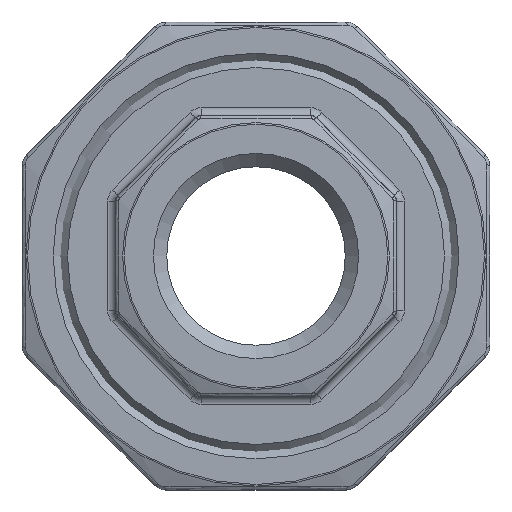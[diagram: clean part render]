
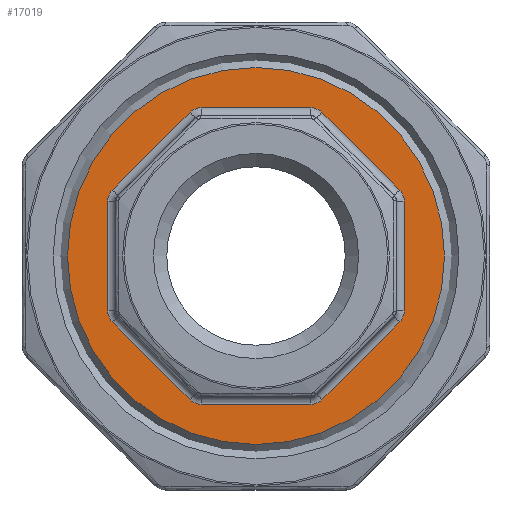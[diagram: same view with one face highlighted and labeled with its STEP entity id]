
A CAD part, left-side view. The second image highlights one B-rep face of the part: STEP entity #17019.
In plain terms, the highlighted planar face has unit normal (-1, 0, 0).
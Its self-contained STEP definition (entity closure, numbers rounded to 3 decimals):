
#10 = VERTEX_POINT ( 'NONE', #4587 ) ;
#254 = CARTESIAN_POINT ( 'NONE',  ( -8., 3.521, 8.5 ) ) ;
#371 = CIRCLE ( 'NONE', #15879, 1. ) ;
#472 = CARTESIAN_POINT ( 'NONE',  ( -8., -8.5, -3.521 ) ) ;
#899 = VERTEX_POINT ( 'NONE', #5436 ) ;
#920 = CARTESIAN_POINT ( 'NONE',  ( -8., 12.08, 9.5 ) ) ;
#989 = ORIENTED_EDGE ( 'NONE', *, *, #4541, .T. ) ;
#1115 = EDGE_CURVE ( 'NONE', #3084, #899, #10580, .T. ) ;
#1223 = EDGE_CURVE ( 'NONE', #3492, #11627, #14048, .T. ) ;
#1357 = VERTEX_POINT ( 'NONE', #10282 ) ;
#1462 = EDGE_CURVE ( 'NONE', #10, #1357, #12629, .T. ) ;
#1562 = ORIENTED_EDGE ( 'NONE', *, *, #17977, .T. ) ;
#1727 = DIRECTION ( 'NONE',  ( 1., 0., 0. ) ) ;
#1758 = VERTEX_POINT ( 'NONE', #11962 ) ;
#1800 = DIRECTION ( 'NONE',  ( 0., -1., 0. ) ) ;
#1859 = VERTEX_POINT ( 'NONE', #13191 ) ;
#1888 = CARTESIAN_POINT ( 'NONE',  ( -8., -3.521, -8.5 ) ) ;
#1975 = CARTESIAN_POINT ( 'NONE',  ( -8., -4.228, 9.207 ) ) ;
#2003 = CARTESIAN_POINT ( 'NONE',  ( -8., 4.228, 9.207 ) ) ;
#2183 = EDGE_LOOP ( 'NONE', ( #12486, #17305, #2816, #4552, #1562, #8800, #5773, #11827, #12733, #989, #14501, #8278, #8526, #15927, #11579, #5962 ) ) ;
#2289 = CARTESIAN_POINT ( 'NONE',  ( -8., -0.678, 12.758 ) ) ;
#2383 = CIRCLE ( 'NONE', #11181, 1. ) ;
#2433 = EDGE_CURVE ( 'NONE', #4237, #4237, #17572, .T. ) ;
#2647 = DIRECTION ( 'NONE',  ( 0., 0.707, -0.707 ) ) ;
#2768 = FACE_OUTER_BOUND ( 'NONE', #17983, .T. ) ;
#2802 = CIRCLE ( 'NONE', #11310, 1. ) ;
#2816 = ORIENTED_EDGE ( 'NONE', *, *, #1223, .T. ) ;
#2885 = VECTOR ( 'NONE', #9449, 1000. ) ;
#3084 = VERTEX_POINT ( 'NONE', #6896 ) ;
#3132 = FACE_BOUND ( 'NONE', #2183, .T. ) ;
#3208 = CARTESIAN_POINT ( 'NONE',  ( -8., 0., 0. ) ) ;
#3220 = CARTESIAN_POINT ( 'NONE',  ( -8., -3.521, 8.5 ) ) ;
#3492 = VERTEX_POINT ( 'NONE', #18288 ) ;
#3511 = VERTEX_POINT ( 'NONE', #17044 ) ;
#3526 = EDGE_CURVE ( 'NONE', #10812, #15500, #15731, .T. ) ;
#3770 = CARTESIAN_POINT ( 'NONE',  ( -8., -9.5, 0. ) ) ;
#3793 = CIRCLE ( 'NONE', #5299, 1. ) ;
#4231 = EDGE_CURVE ( 'NONE', #899, #1758, #4817, .T. ) ;
#4237 = VERTEX_POINT ( 'NONE', #15888 ) ;
#4302 = EDGE_CURVE ( 'NONE', #3511, #3084, #15464, .T. ) ;
#4530 = CARTESIAN_POINT ( 'NONE',  ( -8., -3.521, 9.5 ) ) ;
#4541 = EDGE_CURVE ( 'NONE', #14031, #10812, #371, .T. ) ;
#4552 = ORIENTED_EDGE ( 'NONE', *, *, #7097, .T. ) ;
#4572 = CARTESIAN_POINT ( 'NONE',  ( -8., 12.08, -9.5 ) ) ;
#4587 = CARTESIAN_POINT ( 'NONE',  ( -8., -9.207, 4.228 ) ) ;
#4792 = DIRECTION ( 'NONE',  ( 1., 0., 0. ) ) ;
#4817 = CIRCLE ( 'NONE', #16092, 1. ) ;
#5007 = DIRECTION ( 'NONE',  ( 0., 0., -1. ) ) ;
#5123 = CARTESIAN_POINT ( 'NONE',  ( -8., -8.5, 3.521 ) ) ;
#5145 = CARTESIAN_POINT ( 'NONE',  ( -8., 8.5, 3.521 ) ) ;
#5299 = AXIS2_PLACEMENT_3D ( 'NONE', #5145, #9542, #14153 ) ;
#5436 = CARTESIAN_POINT ( 'NONE',  ( -8., 9.207, -4.228 ) ) ;
#5648 = VECTOR ( 'NONE', #2647, 1000. ) ;
#5732 = EDGE_CURVE ( 'NONE', #16724, #10382, #2383, .T. ) ;
#5773 = ORIENTED_EDGE ( 'NONE', *, *, #18427, .T. ) ;
#5881 = CARTESIAN_POINT ( 'NONE',  ( -8., -9.5, -3.521 ) ) ;
#5894 = DIRECTION ( 'NONE',  ( -1., 0., 0. ) ) ;
#5962 = ORIENTED_EDGE ( 'NONE', *, *, #4231, .T. ) ;
#5980 = CARTESIAN_POINT ( 'NONE',  ( -8., 12.08, 0. ) ) ;
#5993 = DIRECTION ( 'NONE',  ( 1., 0., 0. ) ) ;
#6153 = VECTOR ( 'NONE', #10366, 1000. ) ;
#6273 = DIRECTION ( 'NONE',  ( 0., 0.707, 0.707 ) ) ;
#6483 = DIRECTION ( 'NONE',  ( 0., -1., 0. ) ) ;
#6644 = EDGE_CURVE ( 'NONE', #7847, #3492, #3793, .T. ) ;
#6652 = DIRECTION ( 'NONE',  ( 0., -1., 0. ) ) ;
#6834 = AXIS2_PLACEMENT_3D ( 'NONE', #254, #5993, #11830 ) ;
#6896 = CARTESIAN_POINT ( 'NONE',  ( -8., 4.228, -9.207 ) ) ;
#6919 = LINE ( 'NONE', #2289, #7371 ) ;
#7097 = EDGE_CURVE ( 'NONE', #11627, #1859, #14178, .T. ) ;
#7371 = VECTOR ( 'NONE', #8251, 1000. ) ;
#7847 = VERTEX_POINT ( 'NONE', #18448 ) ;
#8021 = AXIS2_PLACEMENT_3D ( 'NONE', #5123, #10741, #6652 ) ;
#8251 = DIRECTION ( 'NONE',  ( 0., -0.707, -0.707 ) ) ;
#8278 = ORIENTED_EDGE ( 'NONE', *, *, #9652, .T. ) ;
#8438 = AXIS2_PLACEMENT_3D ( 'NONE', #14789, #1727, #13171 ) ;
#8526 = ORIENTED_EDGE ( 'NONE', *, *, #10041, .T. ) ;
#8800 = ORIENTED_EDGE ( 'NONE', *, *, #5732, .T. ) ;
#8946 = DIRECTION ( 'NONE',  ( 1., 0., 0. ) ) ;
#9000 = DIRECTION ( 'NONE',  ( 0., -1., 0. ) ) ;
#9051 = VECTOR ( 'NONE', #6273, 1000. ) ;
#9353 = CARTESIAN_POINT ( 'NONE',  ( -8., 12.758, 0.678 ) ) ;
#9449 = DIRECTION ( 'NONE',  ( 0., 0., 1. ) ) ;
#9542 = DIRECTION ( 'NONE',  ( 1., 0., 0. ) ) ;
#9636 = AXIS2_PLACEMENT_3D ( 'NONE', #3208, #8946, #11800 ) ;
#9652 = EDGE_CURVE ( 'NONE', #15500, #18762, #2802, .T. ) ;
#9662 = LINE ( 'NONE', #3770, #16429 ) ;
#9798 = CARTESIAN_POINT ( 'NONE',  ( -8., 8.5, -3.521 ) ) ;
#9829 = VECTOR ( 'NONE', #15273, 1000. ) ;
#10041 = EDGE_CURVE ( 'NONE', #18762, #3511, #16125, .T. ) ;
#10282 = CARTESIAN_POINT ( 'NONE',  ( -8., -9.5, 3.521 ) ) ;
#10366 = DIRECTION ( 'NONE',  ( 0., 1., 0. ) ) ;
#10382 = VERTEX_POINT ( 'NONE', #1975 ) ;
#10580 = LINE ( 'NONE', #16410, #9051 ) ;
#10741 = DIRECTION ( 'NONE',  ( 1., 0., 0. ) ) ;
#10812 = VERTEX_POINT ( 'NONE', #16315 ) ;
#11181 = AXIS2_PLACEMENT_3D ( 'NONE', #3220, #15949, #14517 ) ;
#11310 = AXIS2_PLACEMENT_3D ( 'NONE', #1888, #13269, #1800 ) ;
#11579 = ORIENTED_EDGE ( 'NONE', *, *, #1115, .T. ) ;
#11627 = VERTEX_POINT ( 'NONE', #2003 ) ;
#11800 = DIRECTION ( 'NONE',  ( 0., 1., 0. ) ) ;
#11827 = ORIENTED_EDGE ( 'NONE', *, *, #1462, .T. ) ;
#11830 = DIRECTION ( 'NONE',  ( 0., -1., 0. ) ) ;
#11962 = CARTESIAN_POINT ( 'NONE',  ( -8., 9.5, -3.521 ) ) ;
#12486 = ORIENTED_EDGE ( 'NONE', *, *, #13879, .T. ) ;
#12629 = CIRCLE ( 'NONE', #8021, 1. ) ;
#12733 = ORIENTED_EDGE ( 'NONE', *, *, #15044, .T. ) ;
#12880 = DIRECTION ( 'NONE',  ( 0., -1., 0. ) ) ;
#13171 = DIRECTION ( 'NONE',  ( 0., -1., 0. ) ) ;
#13189 = DIRECTION ( 'NONE',  ( 0., -1., 0. ) ) ;
#13191 = CARTESIAN_POINT ( 'NONE',  ( -8., 3.521, 9.5 ) ) ;
#13233 = ORIENTED_EDGE ( 'NONE', *, *, #2433, .F. ) ;
#13269 = DIRECTION ( 'NONE',  ( 1., 0., 0. ) ) ;
#13879 = EDGE_CURVE ( 'NONE', #1758, #7847, #15186, .T. ) ;
#14031 = VERTEX_POINT ( 'NONE', #5881 ) ;
#14048 = LINE ( 'NONE', #9353, #9829 ) ;
#14153 = DIRECTION ( 'NONE',  ( 0., -1., 0. ) ) ;
#14178 = CIRCLE ( 'NONE', #6834, 1. ) ;
#14407 = VECTOR ( 'NONE', #6483, 1000. ) ;
#14501 = ORIENTED_EDGE ( 'NONE', *, *, #3526, .T. ) ;
#14517 = DIRECTION ( 'NONE',  ( 0., -1., 0. ) ) ;
#14789 = CARTESIAN_POINT ( 'NONE',  ( -8., 3.521, -8.5 ) ) ;
#15044 = EDGE_CURVE ( 'NONE', #1357, #14031, #9662, .T. ) ;
#15186 = LINE ( 'NONE', #15275, #2885 ) ;
#15273 = DIRECTION ( 'NONE',  ( 0., -0.707, 0.707 ) ) ;
#15275 = CARTESIAN_POINT ( 'NONE',  ( -8., 9.5, 0. ) ) ;
#15464 = CIRCLE ( 'NONE', #8438, 1. ) ;
#15500 = VERTEX_POINT ( 'NONE', #18037 ) ;
#15621 = CARTESIAN_POINT ( 'NONE',  ( -8., -0.678, -12.758 ) ) ;
#15731 = LINE ( 'NONE', #15621, #5648 ) ;
#15797 = CARTESIAN_POINT ( 'NONE',  ( -8., -3.521, -9.5 ) ) ;
#15879 = AXIS2_PLACEMENT_3D ( 'NONE', #472, #4792, #9000 ) ;
#15888 = CARTESIAN_POINT ( 'NONE',  ( -8., 12.08, 0. ) ) ;
#15927 = ORIENTED_EDGE ( 'NONE', *, *, #4302, .T. ) ;
#15949 = DIRECTION ( 'NONE',  ( 1., 0., 0. ) ) ;
#16092 = AXIS2_PLACEMENT_3D ( 'NONE', #9798, #18699, #12880 ) ;
#16125 = LINE ( 'NONE', #4572, #6153 ) ;
#16315 = CARTESIAN_POINT ( 'NONE',  ( -8., -9.207, -4.228 ) ) ;
#16410 = CARTESIAN_POINT ( 'NONE',  ( -8., 12.758, -0.678 ) ) ;
#16429 = VECTOR ( 'NONE', #5007, 1000. ) ;
#16724 = VERTEX_POINT ( 'NONE', #4530 ) ;
#17019 = ADVANCED_FACE ( 'NONE', ( #3132, #2768 ), #17286, .T. ) ;
#17044 = CARTESIAN_POINT ( 'NONE',  ( -8., 3.521, -9.5 ) ) ;
#17286 = PLANE ( 'NONE',  #17689 ) ;
#17305 = ORIENTED_EDGE ( 'NONE', *, *, #6644, .T. ) ;
#17572 = CIRCLE ( 'NONE', #9636, 12.08 ) ;
#17689 = AXIS2_PLACEMENT_3D ( 'NONE', #5980, #5894, #13189 ) ;
#17977 = EDGE_CURVE ( 'NONE', #1859, #16724, #18246, .T. ) ;
#17983 = EDGE_LOOP ( 'NONE', ( #13233 ) ) ;
#18037 = CARTESIAN_POINT ( 'NONE',  ( -8., -4.228, -9.207 ) ) ;
#18246 = LINE ( 'NONE', #920, #14407 ) ;
#18288 = CARTESIAN_POINT ( 'NONE',  ( -8., 9.207, 4.228 ) ) ;
#18427 = EDGE_CURVE ( 'NONE', #10382, #10, #6919, .T. ) ;
#18448 = CARTESIAN_POINT ( 'NONE',  ( -8., 9.5, 3.521 ) ) ;
#18699 = DIRECTION ( 'NONE',  ( 1., 0., 0. ) ) ;
#18762 = VERTEX_POINT ( 'NONE', #15797 ) ;
